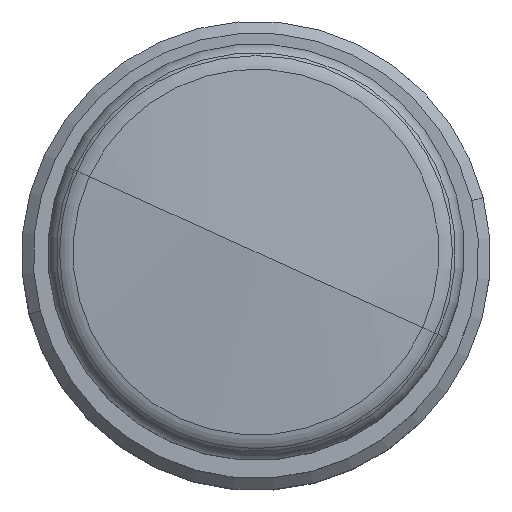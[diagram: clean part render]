
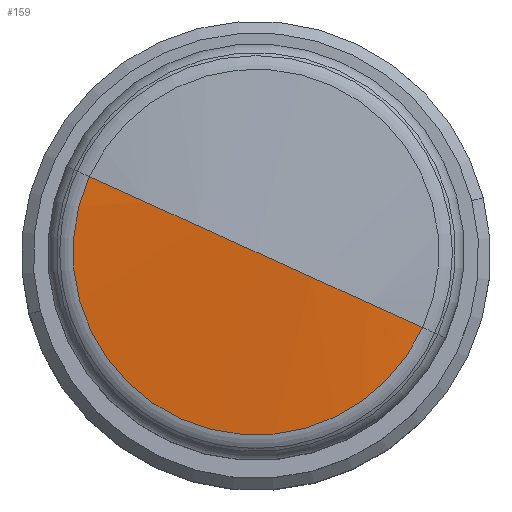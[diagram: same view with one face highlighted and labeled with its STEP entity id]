
A CAD part, top view. The second image highlights one B-rep face of the part: STEP entity #159.
In plain terms, the highlighted spherical face has radius 52.132 mm.
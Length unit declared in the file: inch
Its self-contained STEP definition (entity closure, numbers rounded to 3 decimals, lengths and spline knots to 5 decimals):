
#82 = CARTESIAN_POINT ( 'NONE',  ( 0., 0., -0.14189 ) ) ;
#108 = DIRECTION ( 'NONE',  ( 1., 0., 0. ) ) ;
#149 = ORIENTED_EDGE ( 'NONE', *, *, #3509, .T. ) ;
#159 = ADVANCED_FACE ( 'NONE', ( #3959 ), #2083, .T. ) ;
#187 = CARTESIAN_POINT ( 'NONE',  ( -0.30712, 0., -0.14189 ) ) ;
#428 = EDGE_CURVE ( 'NONE', #632, #3727, #3465, .T. ) ;
#632 = VERTEX_POINT ( 'NONE', #2009 ) ;
#826 = EDGE_CURVE ( 'NONE', #3414, #3727, #2912, .T. ) ;
#1152 = AXIS2_PLACEMENT_3D ( 'NONE', #1960, #4228, #3485 ) ;
#1238 = DIRECTION ( 'NONE',  ( 0., 1., 0. ) ) ;
#1590 = DIRECTION ( 'NONE',  ( 0., 0., -1. ) ) ;
#1689 = CARTESIAN_POINT ( 'NONE',  ( 0., 0., 1.88746 ) ) ;
#1888 = CIRCLE ( 'NONE', #2354, 2.05246 ) ;
#1960 = CARTESIAN_POINT ( 'NONE',  ( 0., 0., 1.88746 ) ) ;
#2009 = CARTESIAN_POINT ( 'NONE',  ( 0.30712, 0., -0.14189 ) ) ;
#2083 = SPHERICAL_SURFACE ( 'NONE', #2671, 2.05246 ) ;
#2354 = AXIS2_PLACEMENT_3D ( 'NONE', #2442, #4386, #3990 ) ;
#2442 = CARTESIAN_POINT ( 'NONE',  ( 0., 0., 1.88746 ) ) ;
#2671 = AXIS2_PLACEMENT_3D ( 'NONE', #1689, #1238, #108 ) ;
#2713 = DIRECTION ( 'NONE',  ( 1., 0., 0. ) ) ;
#2863 = ORIENTED_EDGE ( 'NONE', *, *, #826, .F. ) ;
#2912 = CIRCLE ( 'NONE', #1152, 2.05246 ) ;
#3414 = VERTEX_POINT ( 'NONE', #4563 ) ;
#3465 = CIRCLE ( 'NONE', #4182, 0.30712 ) ;
#3485 = DIRECTION ( 'NONE',  ( -1., 0., 0. ) ) ;
#3509 = EDGE_CURVE ( 'NONE', #3414, #632, #1888, .T. ) ;
#3589 = ORIENTED_EDGE ( 'NONE', *, *, #428, .T. ) ;
#3727 = VERTEX_POINT ( 'NONE', #187 ) ;
#3837 = EDGE_LOOP ( 'NONE', ( #2863, #149, #3589 ) ) ;
#3959 = FACE_OUTER_BOUND ( 'NONE', #3837, .T. ) ;
#3990 = DIRECTION ( 'NONE',  ( 0., 0., -1. ) ) ;
#4182 = AXIS2_PLACEMENT_3D ( 'NONE', #82, #1590, #2713 ) ;
#4228 = DIRECTION ( 'NONE',  ( 0., 1., 0. ) ) ;
#4386 = DIRECTION ( 'NONE',  ( 0., -1., 0. ) ) ;
#4563 = CARTESIAN_POINT ( 'NONE',  ( 0., 0., -0.165 ) ) ;
